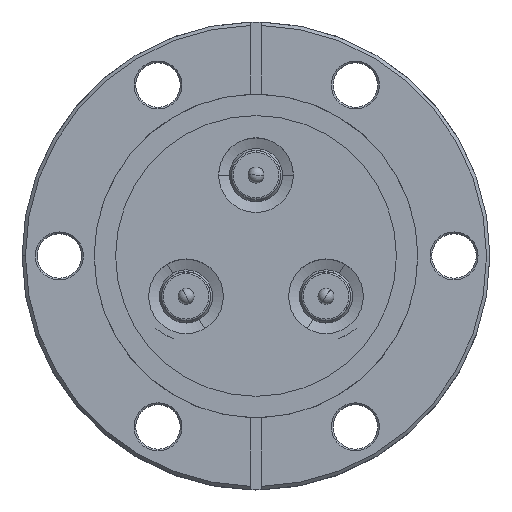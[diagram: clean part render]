
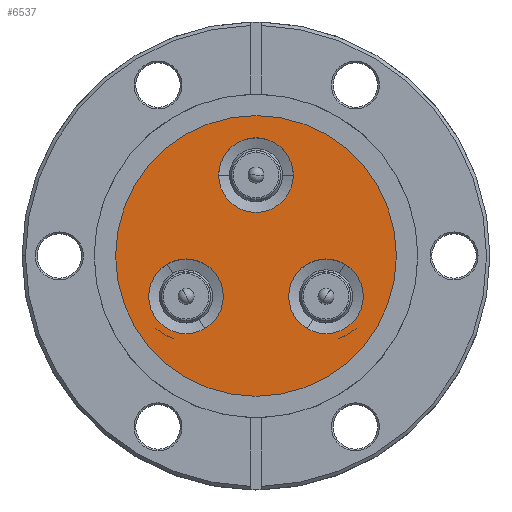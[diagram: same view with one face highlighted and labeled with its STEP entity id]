
A CAD part, top view. The second image highlights one B-rep face of the part: STEP entity #6537.
In plain terms, the highlighted planar face has unit normal (0, 0, 1).
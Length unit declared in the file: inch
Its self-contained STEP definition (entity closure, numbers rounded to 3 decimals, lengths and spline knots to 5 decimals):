
#110 = DIRECTION ( 'NONE',  ( 0., 0., 1. ) ) ;
#145 = DIRECTION ( 'NONE',  ( 1., 0., 0. ) ) ;
#170 = CARTESIAN_POINT ( 'NONE',  ( 0.52965, -0.19245, 0.2875 ) ) ;
#171 = CARTESIAN_POINT ( 'NONE',  ( 0.11396, 0.05255, 0.2875 ) ) ;
#180 = DIRECTION ( 'NONE',  ( 1., 0., 0. ) ) ;
#263 = DIRECTION ( 'NONE',  ( 0., 0., 1. ) ) ;
#354 = AXIS2_PLACEMENT_3D ( 'NONE', #8056, #8105, #7979 ) ;
#364 = DIRECTION ( 'NONE',  ( -1., 0., 0. ) ) ;
#365 = DIRECTION ( 'NONE',  ( 0., 0., -1. ) ) ;
#366 = CARTESIAN_POINT ( 'NONE',  ( 0.11396, 0.52755, 0.2875 ) ) ;
#514 = CARTESIAN_POINT ( 'NONE',  ( 0.63507, 0.00515, 0.2875 ) ) ;
#535 = AXIS2_PLACEMENT_3D ( 'NONE', #6719, #6718, #6717 ) ;
#552 = VERTEX_POINT ( 'NONE', #9306 ) ;
#811 = CARTESIAN_POINT ( 'NONE',  ( -0.10554, 0.52755, 0.2875 ) ) ;
#817 = CARTESIAN_POINT ( 'NONE',  ( 0.41557, -0.37504, 0.2875 ) ) ;
#849 = CIRCLE ( 'NONE', #11241, 0.25842 ) ;
#882 = CIRCLE ( 'NONE', #11253, 0.2195 ) ;
#883 = CIRCLE ( 'NONE', #11238, 0.25 ) ;
#1493 = CIRCLE ( 'NONE', #7036, 0.2195 ) ;
#1592 = ORIENTED_EDGE ( 'NONE', *, *, #11023, .T. ) ;
#1595 = ORIENTED_EDGE ( 'NONE', *, *, #7841, .T. ) ;
#1598 = ORIENTED_EDGE ( 'NONE', *, *, #10965, .T. ) ;
#1659 = ORIENTED_EDGE ( 'NONE', *, *, #8999, .T. ) ;
#1691 = ORIENTED_EDGE ( 'NONE', *, *, #7927, .T. ) ;
#1716 = ORIENTED_EDGE ( 'NONE', *, *, #10885, .F. ) ;
#1746 = ORIENTED_EDGE ( 'NONE', *, *, #10784, .F. ) ;
#1749 = ORIENTED_EDGE ( 'NONE', *, *, #10799, .T. ) ;
#1764 = ORIENTED_EDGE ( 'NONE', *, *, #10862, .T. ) ;
#1791 = ORIENTED_EDGE ( 'NONE', *, *, #10890, .T. ) ;
#1795 = ORIENTED_EDGE ( 'NONE', *, *, #10951, .T. ) ;
#1798 = ORIENTED_EDGE ( 'NONE', *, *, #6430, .T. ) ;
#1845 = VERTEX_POINT ( 'NONE', #9565 ) ;
#1851 = VERTEX_POINT ( 'NONE', #9539 ) ;
#1943 = CIRCLE ( 'NONE', #9755, 0.2195 ) ;
#1979 = VERTEX_POINT ( 'NONE', #9491 ) ;
#2058 = VERTEX_POINT ( 'NONE', #9699 ) ;
#2108 = VERTEX_POINT ( 'NONE', #9534 ) ;
#2149 = VERTEX_POINT ( 'NONE', #9647 ) ;
#2179 = VERTEX_POINT ( 'NONE', #9649 ) ;
#2192 = VERTEX_POINT ( 'NONE', #9518 ) ;
#2356 = CIRCLE ( 'NONE', #9778, 0.25 ) ;
#2362 = CIRCLE ( 'NONE', #9898, 0.825 ) ;
#2814 = FACE_BOUND ( 'NONE', #8246, .T. ) ;
#2826 = FACE_BOUND ( 'NONE', #8232, .T. ) ;
#2830 = FACE_BOUND ( 'NONE', #3934, .T. ) ;
#2864 = FACE_BOUND ( 'NONE', #8332, .T. ) ;
#2879 = FACE_BOUND ( 'NONE', #8230, .T. ) ;
#2884 = FACE_OUTER_BOUND ( 'NONE', #4072, .T. ) ;
#3226 = DIRECTION ( 'NONE',  ( 1., 0., 0. ) ) ;
#3227 = DIRECTION ( 'NONE',  ( 0., 0., 1. ) ) ;
#3777 = CIRCLE ( 'NONE', #354, 0.2195 ) ;
#3934 = EDGE_LOOP ( 'NONE', ( #1795, #1716 ) ) ;
#4072 = EDGE_LOOP ( 'NONE', ( #1749, #1691 ) ) ;
#5154 = DIRECTION ( 'NONE',  ( -0.5, 0.866, 0. ) ) ;
#5166 = CARTESIAN_POINT ( 'NONE',  ( -0.08424, -0.05918, 0.2875 ) ) ;
#5170 = PLANE ( 'NONE',  #5878 ) ;
#5187 = DIRECTION ( 'NONE',  ( 0., 0., 1. ) ) ;
#5553 = DIRECTION ( 'NONE',  ( 0., 0., -1. ) ) ;
#5554 = DIRECTION ( 'NONE',  ( 0.5, 0.866, 0. ) ) ;
#5555 = CARTESIAN_POINT ( 'NONE',  ( 0.52532, -0.18495, 0.2875 ) ) ;
#5569 = DIRECTION ( 'NONE',  ( 0., 0., 1. ) ) ;
#5590 = DIRECTION ( 'NONE',  ( -1., 0., 0. ) ) ;
#5591 = DIRECTION ( 'NONE',  ( 0., 0., -1. ) ) ;
#5592 = CARTESIAN_POINT ( 'NONE',  ( 0.11396, 0.52755, 0.2875 ) ) ;
#5650 = DIRECTION ( 'NONE',  ( 1., 0., 0. ) ) ;
#5678 = CARTESIAN_POINT ( 'NONE',  ( -0.30174, -0.19245, 0.2875 ) ) ;
#5778 = CARTESIAN_POINT ( 'NONE',  ( 0.52532, -0.18495, 0.2875 ) ) ;
#5779 = DIRECTION ( 'NONE',  ( 0., 0., 1. ) ) ;
#5812 = DIRECTION ( 'NONE',  ( -0.5, -0.866, 0. ) ) ;
#5878 = AXIS2_PLACEMENT_3D ( 'NONE', #5166, #5187, #5154 ) ;
#5892 = DIRECTION ( 'NONE',  ( 0., 0., -1. ) ) ;
#5893 = CARTESIAN_POINT ( 'NONE',  ( -0.29741, -0.18495, 0.2875 ) ) ;
#5895 = DIRECTION ( 'NONE',  ( 0.5, -0.866, 0. ) ) ;
#6074 = DIRECTION ( 'NONE',  ( -0.5, 0.866, 0. ) ) ;
#6075 = DIRECTION ( 'NONE',  ( 0., 0., 1. ) ) ;
#6076 = CARTESIAN_POINT ( 'NONE',  ( -0.29741, -0.18495, 0.2875 ) ) ;
#6368 = CIRCLE ( 'NONE', #7070, 0.2195 ) ;
#6397 = CIRCLE ( 'NONE', #7164, 0.25842 ) ;
#6430 = EDGE_CURVE ( 'NONE', #2149, #2058, #3777, .T. ) ;
#6537 = ADVANCED_FACE ( 'NONE', ( #2830, #2814, #2879, #2884, #2864, #2826 ), #5170, .T. ) ;
#6717 = DIRECTION ( 'NONE',  ( 0.5, 0.866, 0. ) ) ;
#6718 = DIRECTION ( 'NONE',  ( 0., 0., -1. ) ) ;
#6719 = CARTESIAN_POINT ( 'NONE',  ( 0.52532, -0.18495, 0.2875 ) ) ;
#6993 = CARTESIAN_POINT ( 'NONE',  ( 0.11396, 0.05255, 0.2875 ) ) ;
#7036 = AXIS2_PLACEMENT_3D ( 'NONE', #5592, #5591, #5590 ) ;
#7070 = AXIS2_PLACEMENT_3D ( 'NONE', #5893, #5892, #5895 ) ;
#7164 = AXIS2_PLACEMENT_3D ( 'NONE', #6076, #6075, #6074 ) ;
#7841 = EDGE_CURVE ( 'NONE', #8478, #8579, #10478, .T. ) ;
#7927 = EDGE_CURVE ( 'NONE', #2179, #2108, #10368, .T. ) ;
#7979 = DIRECTION ( 'NONE',  ( 0.5, -0.866, 0. ) ) ;
#8056 = CARTESIAN_POINT ( 'NONE',  ( -0.29741, -0.18495, 0.2875 ) ) ;
#8105 = DIRECTION ( 'NONE',  ( 0., 0., -1. ) ) ;
#8230 = EDGE_LOOP ( 'NONE', ( #1746, #1764 ) ) ;
#8232 = EDGE_LOOP ( 'NONE', ( #1592, #1659 ) ) ;
#8246 = EDGE_LOOP ( 'NONE', ( #1598, #1798 ) ) ;
#8332 = EDGE_LOOP ( 'NONE', ( #1791, #1595 ) ) ;
#8478 = VERTEX_POINT ( 'NONE', #817 ) ;
#8512 = VERTEX_POINT ( 'NONE', #811 ) ;
#8579 = VERTEX_POINT ( 'NONE', #514 ) ;
#8999 = EDGE_CURVE ( 'NONE', #552, #8512, #1943, .T. ) ;
#9306 = CARTESIAN_POINT ( 'NONE',  ( 0.33346, 0.52755, 0.2875 ) ) ;
#9491 = CARTESIAN_POINT ( 'NONE',  ( -0.37199, -0.43237, 0.2875 ) ) ;
#9518 = CARTESIAN_POINT ( 'NONE',  ( -0.47439, -0.37325, 0.2875 ) ) ;
#9534 = CARTESIAN_POINT ( 'NONE',  ( 0.93896, 0.05255, 0.2875 ) ) ;
#9539 = CARTESIAN_POINT ( 'NONE',  ( 0.59991, -0.43237, 0.2875 ) ) ;
#9565 = CARTESIAN_POINT ( 'NONE',  ( 0.7023, -0.37325, 0.2875 ) ) ;
#9647 = CARTESIAN_POINT ( 'NONE',  ( -0.40716, 0.00515, 0.2875 ) ) ;
#9649 = CARTESIAN_POINT ( 'NONE',  ( -0.71104, 0.05255, 0.2875 ) ) ;
#9699 = CARTESIAN_POINT ( 'NONE',  ( -0.18766, -0.37504, 0.2875 ) ) ;
#9755 = AXIS2_PLACEMENT_3D ( 'NONE', #366, #365, #364 ) ;
#9778 = AXIS2_PLACEMENT_3D ( 'NONE', #170, #263, #180 ) ;
#9826 = AXIS2_PLACEMENT_3D ( 'NONE', #6993, #3227, #3226 ) ;
#9898 = AXIS2_PLACEMENT_3D ( 'NONE', #171, #110, #145 ) ;
#10368 = CIRCLE ( 'NONE', #9826, 0.825 ) ;
#10478 = CIRCLE ( 'NONE', #535, 0.2195 ) ;
#10784 = EDGE_CURVE ( 'NONE', #1851, #1845, #2356, .T. ) ;
#10799 = EDGE_CURVE ( 'NONE', #2108, #2179, #2362, .T. ) ;
#10862 = EDGE_CURVE ( 'NONE', #1851, #1845, #849, .T. ) ;
#10885 = EDGE_CURVE ( 'NONE', #2192, #1979, #883, .T. ) ;
#10890 = EDGE_CURVE ( 'NONE', #8579, #8478, #882, .T. ) ;
#10951 = EDGE_CURVE ( 'NONE', #2192, #1979, #6397, .T. ) ;
#10965 = EDGE_CURVE ( 'NONE', #2058, #2149, #6368, .T. ) ;
#11023 = EDGE_CURVE ( 'NONE', #8512, #552, #1493, .T. ) ;
#11238 = AXIS2_PLACEMENT_3D ( 'NONE', #5678, #5569, #5650 ) ;
#11241 = AXIS2_PLACEMENT_3D ( 'NONE', #5778, #5779, #5812 ) ;
#11253 = AXIS2_PLACEMENT_3D ( 'NONE', #5555, #5553, #5554 ) ;
